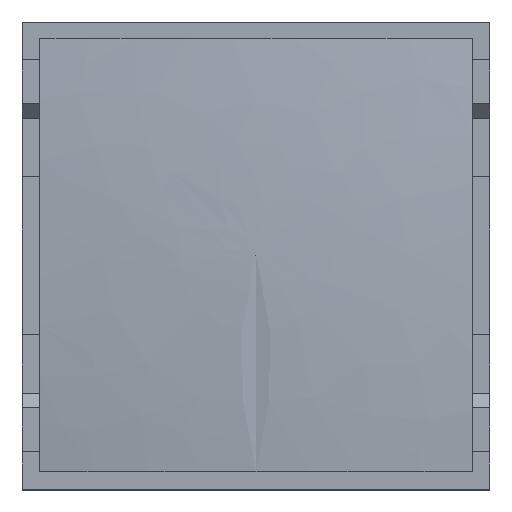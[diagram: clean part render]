
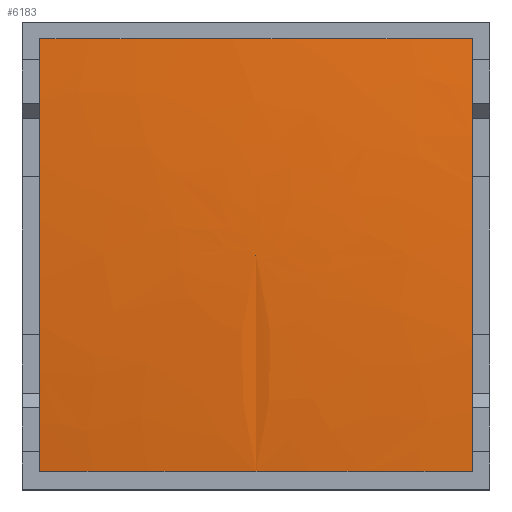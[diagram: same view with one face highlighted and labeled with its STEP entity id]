
A CAD part, top view. The second image highlights one B-rep face of the part: STEP entity #6183.
In plain terms, the highlighted free-form (B-spline) face has degree [2, 2] with [3, 9] control points.
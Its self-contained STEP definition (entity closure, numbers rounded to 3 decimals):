
#15=B_SPLINE_CURVE_WITH_KNOTS('',3,(#8618,#8619,#8620,#8621),
 .UNSPECIFIED.,.F.,.F.,(4,4),(-0.359,0.),.UNSPECIFIED.);
#16=B_SPLINE_CURVE_WITH_KNOTS('',3,(#8623,#8624,#8625,#8626,#8627,#8628,
#8629),.UNSPECIFIED.,.F.,.F.,(4,3,4),(-0.359,0.,0.359),
 .UNSPECIFIED.);
#17=B_SPLINE_CURVE_WITH_KNOTS('',3,(#8631,#8632,#8633,#8634,#8635,#8636,
#8637),.UNSPECIFIED.,.F.,.F.,(4,3,4),(-0.359,0.,0.359),
 .UNSPECIFIED.);
#18=B_SPLINE_CURVE_WITH_KNOTS('',3,(#8639,#8640,#8641,#8642,#8643,#8644,
#8645),.UNSPECIFIED.,.F.,.F.,(4,3,4),(-0.359,0.,0.359),
 .UNSPECIFIED.);
#19=B_SPLINE_CURVE_WITH_KNOTS('',3,(#8646,#8647,#8648,#8649),
 .UNSPECIFIED.,.F.,.F.,(4,4),(0.,0.359),.UNSPECIFIED.);
#20=(
BOUNDED_CURVE()
B_SPLINE_CURVE(2,(#8614,#8615,#8616),.UNSPECIFIED.,.F.,.F.)
B_SPLINE_CURVE_WITH_KNOTS((3,3),(-1.569,-1.48),
 .UNSPECIFIED.)
CURVE()
GEOMETRIC_REPRESENTATION_ITEM()
RATIONAL_B_SPLINE_CURVE((1.,0.999,0.999))
REPRESENTATION_ITEM('')
);
#21=(
BOUNDED_SURFACE()
B_SPLINE_SURFACE(2,2,((#8585,#8586,#8587,#8588,#8589,#8590,#8591,#8592,
#8593),(#8594,#8595,#8596,#8597,#8598,#8599,#8600,#8601,#8602),(#8603,#8604,
#8605,#8606,#8607,#8608,#8609,#8610,#8611)),.UNSPECIFIED.,.F.,.T.,.F.)
B_SPLINE_SURFACE_WITH_KNOTS((3,3),(3,2,2,2,3),(-1.569,-1.443),
(-3.142,-1.571,0.,1.571,3.142),
 .UNSPECIFIED.)
GEOMETRIC_REPRESENTATION_ITEM()
RATIONAL_B_SPLINE_SURFACE(((1.,0.707,1.,0.707,1.,
0.707,1.,0.707,1.),(0.998,0.706,
0.998,0.706,0.998,0.706,
0.998,0.706,0.998),(1.,0.707,
1.,0.707,1.,0.707,1.,0.707,1.)))
REPRESENTATION_ITEM('')
SURFACE()
);
#2093=FACE_OUTER_BOUND('',#2423,.T.);
#2423=EDGE_LOOP('',(#4374,#4375,#4376,#4377,#4378,#4379,#4380));
#2855=VERTEX_POINT('',#8612);
#2856=VERTEX_POINT('',#8613);
#2857=VERTEX_POINT('',#8617);
#2858=VERTEX_POINT('',#8622);
#2859=VERTEX_POINT('',#8630);
#2860=VERTEX_POINT('',#8638);
#3453=EDGE_CURVE('',#2855,#2856,#20,.T.);
#3454=EDGE_CURVE('',#2857,#2856,#15,.T.);
#3455=EDGE_CURVE('',#2858,#2857,#16,.T.);
#3456=EDGE_CURVE('',#2859,#2858,#17,.T.);
#3457=EDGE_CURVE('',#2860,#2859,#18,.T.);
#3458=EDGE_CURVE('',#2856,#2860,#19,.T.);
#4374=ORIENTED_EDGE('',*,*,#3453,.T.);
#4375=ORIENTED_EDGE('',*,*,#3454,.F.);
#4376=ORIENTED_EDGE('',*,*,#3455,.F.);
#4377=ORIENTED_EDGE('',*,*,#3456,.F.);
#4378=ORIENTED_EDGE('',*,*,#3457,.F.);
#4379=ORIENTED_EDGE('',*,*,#3458,.F.);
#4380=ORIENTED_EDGE('',*,*,#3453,.F.);
#6183=ADVANCED_FACE('',(#2093),#21,.F.);
#8585=CARTESIAN_POINT('Ctrl Pts',(0.,0.,
10.65));
#8586=CARTESIAN_POINT('Ctrl Pts',(0.,0.,
10.65));
#8587=CARTESIAN_POINT('Ctrl Pts',(0.,0.,
10.65));
#8588=CARTESIAN_POINT('Ctrl Pts',(0.,0.,
10.65));
#8589=CARTESIAN_POINT('Ctrl Pts',(0.,0.,
10.65));
#8590=CARTESIAN_POINT('Ctrl Pts',(0.,0.,
10.65));
#8591=CARTESIAN_POINT('Ctrl Pts',(0.,0.,
10.65));
#8592=CARTESIAN_POINT('Ctrl Pts',(0.,0.,
10.65));
#8593=CARTESIAN_POINT('Ctrl Pts',(0.,0.,
10.65));
#8594=CARTESIAN_POINT('Ctrl Pts',(0.,-2.627,
10.644));
#8595=CARTESIAN_POINT('Ctrl Pts',(-2.627,-2.627,10.644));
#8596=CARTESIAN_POINT('Ctrl Pts',(-2.627,0.,
10.644));
#8597=CARTESIAN_POINT('Ctrl Pts',(-2.627,2.627,10.644));
#8598=CARTESIAN_POINT('Ctrl Pts',(0.,2.627,
10.644));
#8599=CARTESIAN_POINT('Ctrl Pts',(2.627,2.627,10.644));
#8600=CARTESIAN_POINT('Ctrl Pts',(2.627,0.,
10.644));
#8601=CARTESIAN_POINT('Ctrl Pts',(2.627,-2.627,10.644));
#8602=CARTESIAN_POINT('Ctrl Pts',(0.,-2.627,
10.644));
#8603=CARTESIAN_POINT('Ctrl Pts',(0.,-5.233,
10.31));
#8604=CARTESIAN_POINT('Ctrl Pts',(-5.233,-5.233,10.31));
#8605=CARTESIAN_POINT('Ctrl Pts',(-5.233,0.,
10.31));
#8606=CARTESIAN_POINT('Ctrl Pts',(-5.233,5.233,10.31));
#8607=CARTESIAN_POINT('Ctrl Pts',(0.,5.233,
10.31));
#8608=CARTESIAN_POINT('Ctrl Pts',(5.233,5.233,10.31));
#8609=CARTESIAN_POINT('Ctrl Pts',(5.233,0.,
10.31));
#8610=CARTESIAN_POINT('Ctrl Pts',(5.233,-5.233,10.31));
#8611=CARTESIAN_POINT('Ctrl Pts',(0.,-5.233,
10.31));
#8612=CARTESIAN_POINT('',(0.,0.,10.65));
#8613=CARTESIAN_POINT('',(0.,-3.7,10.478));
#8614=CARTESIAN_POINT('Ctrl Pts',(0.,0.,
10.65));
#8615=CARTESIAN_POINT('Ctrl Pts',(0.,-1.854,
10.646));
#8616=CARTESIAN_POINT('Ctrl Pts',(0.,-3.7,
10.478));
#8617=CARTESIAN_POINT('',(3.7,-3.7,10.31));
#8618=CARTESIAN_POINT('Ctrl Pts',(3.7,-3.7,10.31));
#8619=CARTESIAN_POINT('Ctrl Pts',(2.439,-3.7,10.424));
#8620=CARTESIAN_POINT('Ctrl Pts',(1.198,-3.7,10.478));
#8621=CARTESIAN_POINT('Ctrl Pts',(0.,-3.7,10.478));
#8622=CARTESIAN_POINT('',(3.7,3.7,10.31));
#8623=CARTESIAN_POINT('Ctrl Pts',(3.7,3.7,10.31));
#8624=CARTESIAN_POINT('Ctrl Pts',(3.7,2.439,10.424));
#8625=CARTESIAN_POINT('Ctrl Pts',(3.7,1.198,10.478));
#8626=CARTESIAN_POINT('Ctrl Pts',(3.7,0.,
10.478));
#8627=CARTESIAN_POINT('Ctrl Pts',(3.7,-1.198,10.478));
#8628=CARTESIAN_POINT('Ctrl Pts',(3.7,-2.439,10.424));
#8629=CARTESIAN_POINT('Ctrl Pts',(3.7,-3.7,10.31));
#8630=CARTESIAN_POINT('',(-3.7,3.7,10.31));
#8631=CARTESIAN_POINT('Ctrl Pts',(-3.7,3.7,10.31));
#8632=CARTESIAN_POINT('Ctrl Pts',(-2.439,3.7,10.424));
#8633=CARTESIAN_POINT('Ctrl Pts',(-1.198,3.7,10.478));
#8634=CARTESIAN_POINT('Ctrl Pts',(0.,3.7,10.478));
#8635=CARTESIAN_POINT('Ctrl Pts',(1.198,3.7,10.478));
#8636=CARTESIAN_POINT('Ctrl Pts',(2.439,3.7,10.424));
#8637=CARTESIAN_POINT('Ctrl Pts',(3.7,3.7,10.31));
#8638=CARTESIAN_POINT('',(-3.7,-3.7,10.31));
#8639=CARTESIAN_POINT('Ctrl Pts',(-3.7,-3.7,10.31));
#8640=CARTESIAN_POINT('Ctrl Pts',(-3.7,-2.439,10.424));
#8641=CARTESIAN_POINT('Ctrl Pts',(-3.7,-1.198,10.478));
#8642=CARTESIAN_POINT('Ctrl Pts',(-3.7,0.,
10.478));
#8643=CARTESIAN_POINT('Ctrl Pts',(-3.7,1.198,10.478));
#8644=CARTESIAN_POINT('Ctrl Pts',(-3.7,2.439,10.424));
#8645=CARTESIAN_POINT('Ctrl Pts',(-3.7,3.7,10.31));
#8646=CARTESIAN_POINT('Ctrl Pts',(0.,-3.7,10.478));
#8647=CARTESIAN_POINT('Ctrl Pts',(-1.198,-3.7,10.478));
#8648=CARTESIAN_POINT('Ctrl Pts',(-2.439,-3.7,10.424));
#8649=CARTESIAN_POINT('Ctrl Pts',(-3.7,-3.7,10.31));
